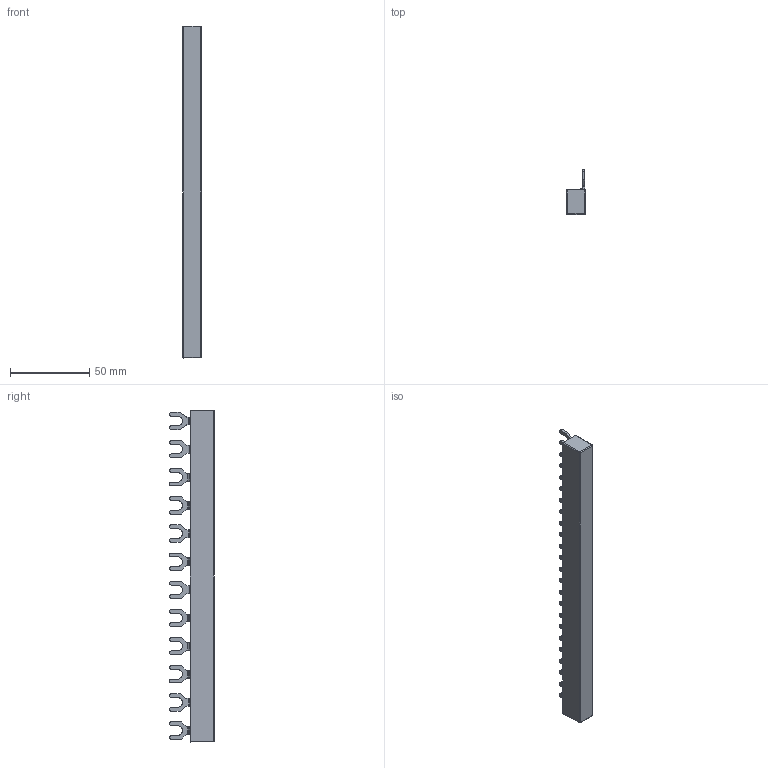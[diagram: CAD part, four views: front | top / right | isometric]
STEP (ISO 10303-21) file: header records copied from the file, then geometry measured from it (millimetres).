
FILE_DESCRIPTION((''),'2;1');
FILE_NAME('STP-IZ10-L1L2L3NL1NL2NL3N_ASM','2021-03-30T',('marketing.praksa'),('Audax d.o.o.'),'CREO PARAMETRIC BY PTC INC, 2017480','CREO PARAMETRIC BY PTC INC, 2017480','');
FILE_SCHEMA(('AUTOMOTIVE_DESIGN { 1 0 10303 214 1 1 1 1 }'));
Length unit declared in the file: millimetre
Products named in the file (4): WL_BASE; PRT0114; CU; STP-IZ10-L1L2L3NL1NL2NL3N_ASM
Assembly tree (3 placements, depth 2):
  STP-IZ10-L1L2L3NL1NL2NL3N_ASM
    WL_BASE
    PRT0114
    CU
Bounding box: 12 x 28.2 x 210 mm (x, y, z)
Volume: 39095.8 mm3; surface area: 14858.4 mm2
Topology: 16 solids, 16 shells, 393 faces, 1209 edges, 847 vertices
Faces by surface type: plane 231, cylinder 158, sphere 4
Entity records: 20811 total; most frequent: CARTESIAN_POINT 2598, ORIENTED_EDGE 2410, DIRECTION 2391, PRESENTATION_STYLE_ASSIGNMENT 1614, STYLED_ITEM 1614, CURVE_STYLE 1205, EDGE_CURVE 1205, VERTEX_POINT 847
